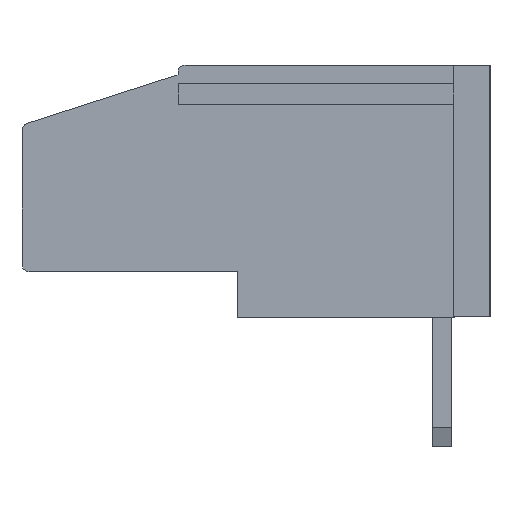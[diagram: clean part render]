
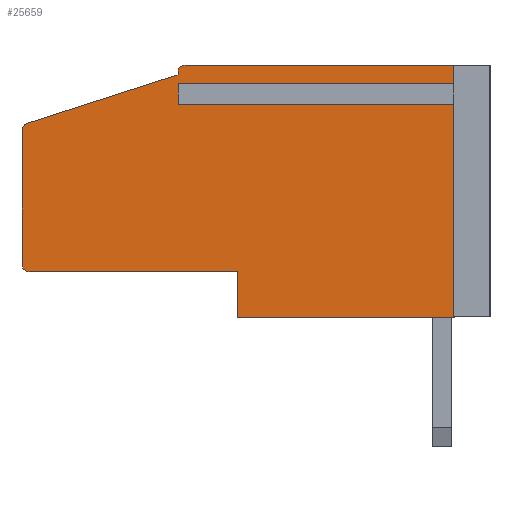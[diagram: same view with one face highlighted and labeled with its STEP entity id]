
A CAD part, left-side view. The second image highlights one B-rep face of the part: STEP entity #25659.
In plain terms, the highlighted planar face has unit normal (-1, 0, 0).
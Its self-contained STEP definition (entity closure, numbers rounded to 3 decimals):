
#427 = CARTESIAN_POINT ( 'NONE',  ( 0., 13., 9.502 ) ) ;
#621 = EDGE_CURVE ( 'NONE', #21733, #35368, #29640, .T. ) ;
#1103 = DIRECTION ( 'NONE',  ( 0., 0., -1. ) ) ;
#1275 = LINE ( 'NONE', #14358, #33692 ) ;
#1556 = CARTESIAN_POINT ( 'NONE',  ( 0., 19.5, 10.5 ) ) ;
#1802 = DIRECTION ( 'NONE',  ( 0., 0., 1. ) ) ;
#2394 = EDGE_CURVE ( 'NONE', #35809, #16342, #27272, .T. ) ;
#2547 = LINE ( 'NONE', #22734, #10962 ) ;
#2628 = AXIS2_PLACEMENT_3D ( 'NONE', #7971, #37627, #1103 ) ;
#2667 = CARTESIAN_POINT ( 'NONE',  ( 0., 12.7, 10.5 ) ) ;
#2859 = CARTESIAN_POINT ( 'NONE',  ( 0., 19.2, 1.9 ) ) ;
#3199 = DIRECTION ( 'NONE',  ( 0., 0., -1. ) ) ;
#3588 = VERTEX_POINT ( 'NONE', #36620 ) ;
#3777 = ORIENTED_EDGE ( 'NONE', *, *, #10573, .F. ) ;
#4039 = DIRECTION ( 'NONE',  ( 0., -1., 0. ) ) ;
#4327 = ORIENTED_EDGE ( 'NONE', *, *, #7022, .F. ) ;
#4600 = LINE ( 'NONE', #14870, #23979 ) ;
#4816 = VERTEX_POINT ( 'NONE', #26384 ) ;
#5073 = CARTESIAN_POINT ( 'NONE',  ( 0., 1.5, 0. ) ) ;
#6305 = EDGE_CURVE ( 'NONE', #7709, #32321, #32217, .T. ) ;
#6734 = EDGE_CURVE ( 'NONE', #21733, #32252, #24766, .T. ) ;
#7022 = EDGE_CURVE ( 'NONE', #31317, #27560, #4600, .T. ) ;
#7416 = EDGE_CURVE ( 'NONE', #4816, #27560, #29801, .T. ) ;
#7709 = VERTEX_POINT ( 'NONE', #17258 ) ;
#7971 = CARTESIAN_POINT ( 'NONE',  ( 0., 12.7, 10.2 ) ) ;
#8182 = VECTOR ( 'NONE', #4039, 1000. ) ;
#8274 = ORIENTED_EDGE ( 'NONE', *, *, #37419, .F. ) ;
#8464 = VECTOR ( 'NONE', #37238, 1000. ) ;
#8802 = DIRECTION ( 'NONE',  ( 1., 0., 0. ) ) ;
#9800 = EDGE_LOOP ( 'NONE', ( #34844, #20407, #3777, #25073, #16257, #18487, #11243, #18436, #14263, #4327, #8274, #15654, #26588, #19152, #17697 ) ) ;
#10310 = DIRECTION ( 'NONE',  ( 0., 0., -1. ) ) ;
#10319 = VERTEX_POINT ( 'NONE', #40708 ) ;
#10573 = EDGE_CURVE ( 'NONE', #35368, #11444, #40222, .T. ) ;
#10743 = CARTESIAN_POINT ( 'NONE',  ( 0., 19.5, 8. ) ) ;
#10962 = VECTOR ( 'NONE', #3199, 1000. ) ;
#11087 = VECTOR ( 'NONE', #1802, 1000. ) ;
#11243 = ORIENTED_EDGE ( 'NONE', *, *, #40041, .F. ) ;
#11444 = VERTEX_POINT ( 'NONE', #2859 ) ;
#11455 = CARTESIAN_POINT ( 'NONE',  ( 0., 19.5, 10.5 ) ) ;
#12121 = DIRECTION ( 'NONE',  ( 0., 0., -1. ) ) ;
#12869 = LINE ( 'NONE', #19557, #35508 ) ;
#13458 = CARTESIAN_POINT ( 'NONE',  ( 0., 10.5, 1.9 ) ) ;
#13697 = AXIS2_PLACEMENT_3D ( 'NONE', #25536, #22143, #31785 ) ;
#13726 = VECTOR ( 'NONE', #19195, 1000. ) ;
#14263 = ORIENTED_EDGE ( 'NONE', *, *, #7416, .T. ) ;
#14358 = CARTESIAN_POINT ( 'NONE',  ( 0., 13., 9.502 ) ) ;
#14820 = CARTESIAN_POINT ( 'NONE',  ( 0., 1.5, 10.5 ) ) ;
#14870 = CARTESIAN_POINT ( 'NONE',  ( 0., 1.5, 10.5 ) ) ;
#15131 = CARTESIAN_POINT ( 'NONE',  ( 0., 1.5, 9.098 ) ) ;
#15555 = DIRECTION ( 'NONE',  ( -1., 0., 0. ) ) ;
#15654 = ORIENTED_EDGE ( 'NONE', *, *, #18164, .T. ) ;
#15738 = DIRECTION ( 'NONE',  ( 0., 0., 1. ) ) ;
#16257 = ORIENTED_EDGE ( 'NONE', *, *, #6734, .T. ) ;
#16342 = VERTEX_POINT ( 'NONE', #39628 ) ;
#17258 = CARTESIAN_POINT ( 'NONE',  ( 0., 19.292, 8.067 ) ) ;
#17697 = ORIENTED_EDGE ( 'NONE', *, *, #6305, .T. ) ;
#18164 = EDGE_CURVE ( 'NONE', #18723, #16342, #36928, .T. ) ;
#18436 = ORIENTED_EDGE ( 'NONE', *, *, #31881, .F. ) ;
#18487 = ORIENTED_EDGE ( 'NONE', *, *, #20708, .F. ) ;
#18723 = VERTEX_POINT ( 'NONE', #2667 ) ;
#19099 = EDGE_CURVE ( 'NONE', #10319, #11444, #25308, .T. ) ;
#19152 = ORIENTED_EDGE ( 'NONE', *, *, #28059, .F. ) ;
#19176 = VERTEX_POINT ( 'NONE', #15131 ) ;
#19195 = DIRECTION ( 'NONE',  ( 0., -1., 0. ) ) ;
#19343 = DIRECTION ( 'NONE',  ( 0., -1., 0. ) ) ;
#19557 = CARTESIAN_POINT ( 'NONE',  ( 0., 19.5, 10.5 ) ) ;
#20407 = ORIENTED_EDGE ( 'NONE', *, *, #19099, .T. ) ;
#20708 = EDGE_CURVE ( 'NONE', #19176, #32252, #2547, .T. ) ;
#20763 = LINE ( 'NONE', #34068, #8182 ) ;
#20854 = CARTESIAN_POINT ( 'NONE',  ( 0., 13., 10.1 ) ) ;
#21733 = VERTEX_POINT ( 'NONE', #31326 ) ;
#22143 = DIRECTION ( 'NONE',  ( -1., 0., 0. ) ) ;
#22734 = CARTESIAN_POINT ( 'NONE',  ( 0., 1.5, 10.5 ) ) ;
#22956 = EDGE_CURVE ( 'NONE', #10319, #32321, #27579, .T. ) ;
#23268 = AXIS2_PLACEMENT_3D ( 'NONE', #24806, #15555, #12121 ) ;
#23434 = LINE ( 'NONE', #10743, #40340 ) ;
#23979 = VECTOR ( 'NONE', #24131, 1000. ) ;
#24131 = DIRECTION ( 'NONE',  ( 0., 0., -1. ) ) ;
#24766 = LINE ( 'NONE', #31846, #13726 ) ;
#24806 = CARTESIAN_POINT ( 'NONE',  ( 0., 19.2, 2.2 ) ) ;
#25073 = ORIENTED_EDGE ( 'NONE', *, *, #621, .F. ) ;
#25098 = PLANE ( 'NONE',  #26478 ) ;
#25308 = CIRCLE ( 'NONE', #23268, 0.3 ) ;
#25536 = CARTESIAN_POINT ( 'NONE',  ( 0., 19.2, 7.782 ) ) ;
#25659 = ADVANCED_FACE ( 'NONE', ( #33778 ), #25098, .F. ) ;
#26384 = CARTESIAN_POINT ( 'NONE',  ( 0., 13., 9.502 ) ) ;
#26478 = AXIS2_PLACEMENT_3D ( 'NONE', #1556, #8802, #35196 ) ;
#26490 = CARTESIAN_POINT ( 'NONE',  ( 0., 19.5, 7.782 ) ) ;
#26575 = DIRECTION ( 'NONE',  ( 0., -1., 0. ) ) ;
#26588 = ORIENTED_EDGE ( 'NONE', *, *, #2394, .F. ) ;
#27272 = LINE ( 'NONE', #20854, #29089 ) ;
#27560 = VERTEX_POINT ( 'NONE', #30641 ) ;
#27579 = LINE ( 'NONE', #11455, #11087 ) ;
#28059 = EDGE_CURVE ( 'NONE', #7709, #35809, #23434, .T. ) ;
#29089 = VECTOR ( 'NONE', #37198, 1000. ) ;
#29640 = LINE ( 'NONE', #30054, #29654 ) ;
#29654 = VECTOR ( 'NONE', #15738, 1000. ) ;
#29801 = LINE ( 'NONE', #427, #35661 ) ;
#30054 = CARTESIAN_POINT ( 'NONE',  ( 0., 10.5, 1.9 ) ) ;
#30641 = CARTESIAN_POINT ( 'NONE',  ( 0., 1.5, 9.502 ) ) ;
#31317 = VERTEX_POINT ( 'NONE', #14820 ) ;
#31326 = CARTESIAN_POINT ( 'NONE',  ( 0., 10.5, 0. ) ) ;
#31785 = DIRECTION ( 'NONE',  ( 0., 0., -1. ) ) ;
#31846 = CARTESIAN_POINT ( 'NONE',  ( 0., 19.5, 0. ) ) ;
#31881 = EDGE_CURVE ( 'NONE', #4816, #3588, #1275, .T. ) ;
#32217 = CIRCLE ( 'NONE', #13697, 0.3 ) ;
#32252 = VERTEX_POINT ( 'NONE', #5073 ) ;
#32321 = VERTEX_POINT ( 'NONE', #26490 ) ;
#33692 = VECTOR ( 'NONE', #10310, 1000. ) ;
#33778 = FACE_OUTER_BOUND ( 'NONE', #9800, .T. ) ;
#34068 = CARTESIAN_POINT ( 'NONE',  ( 0., 13., 9.098 ) ) ;
#34844 = ORIENTED_EDGE ( 'NONE', *, *, #22956, .F. ) ;
#35103 = CARTESIAN_POINT ( 'NONE',  ( 0., 13., 10.1 ) ) ;
#35196 = DIRECTION ( 'NONE',  ( 0., 0., -1. ) ) ;
#35368 = VERTEX_POINT ( 'NONE', #13458 ) ;
#35508 = VECTOR ( 'NONE', #19343, 1000. ) ;
#35661 = VECTOR ( 'NONE', #26575, 1000. ) ;
#35809 = VERTEX_POINT ( 'NONE', #35103 ) ;
#36620 = CARTESIAN_POINT ( 'NONE',  ( 0., 13., 9.098 ) ) ;
#36928 = CIRCLE ( 'NONE', #2628, 0.3 ) ;
#37198 = DIRECTION ( 'NONE',  ( 0., 0., 1. ) ) ;
#37238 = DIRECTION ( 'NONE',  ( 0., 1., 0. ) ) ;
#37419 = EDGE_CURVE ( 'NONE', #18723, #31317, #12869, .T. ) ;
#37627 = DIRECTION ( 'NONE',  ( -1., 0., 0. ) ) ;
#39628 = CARTESIAN_POINT ( 'NONE',  ( 0., 13., 10.2 ) ) ;
#40041 = EDGE_CURVE ( 'NONE', #3588, #19176, #20763, .T. ) ;
#40222 = LINE ( 'NONE', #40858, #8464 ) ;
#40340 = VECTOR ( 'NONE', #40388, 1000. ) ;
#40388 = DIRECTION ( 'NONE',  ( 0., -0.952, 0.307 ) ) ;
#40708 = CARTESIAN_POINT ( 'NONE',  ( 0., 19.5, 2.2 ) ) ;
#40858 = CARTESIAN_POINT ( 'NONE',  ( 0., 19.5, 1.9 ) ) ;
